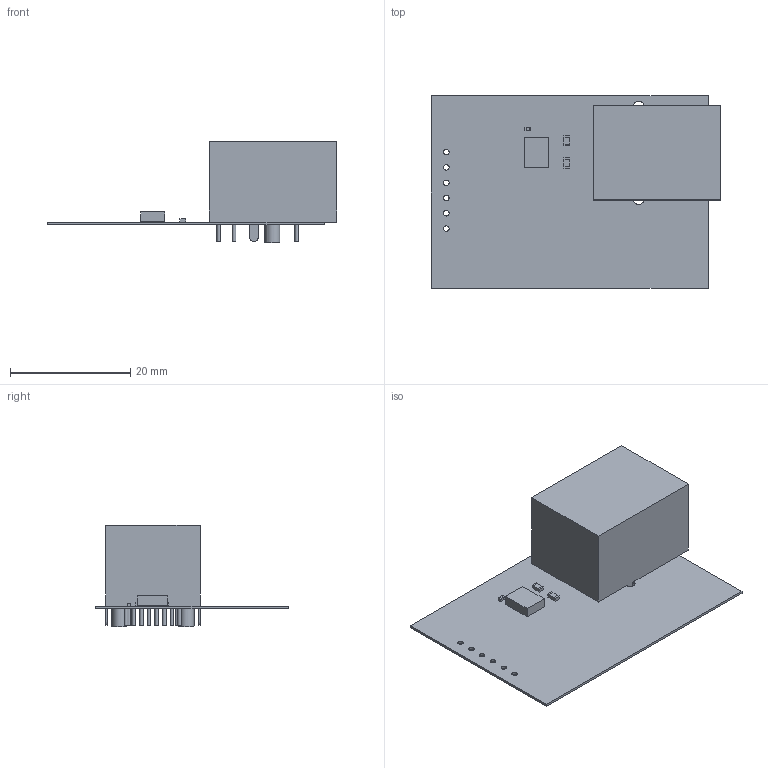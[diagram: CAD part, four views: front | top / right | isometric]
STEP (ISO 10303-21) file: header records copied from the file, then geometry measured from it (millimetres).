
FILE_DESCRIPTION(('Open CASCADE Model'),'2;1');
FILE_NAME('Open CASCADE Shape Model','2020-04-07T19:29:44',('Author'),( 'Open CASCADE'),'Open CASCADE STEP processor 6.8','Open CASCADE 6.8' ,'Unknown');
FILE_SCHEMA(('AUTOMOTIVE_DESIGN { 1 0 10303 214 1 1 1 1 }'));
Length unit declared in the file: millimetre
Products named in the file (19): PCB; Board; Open CASCADE STEP translator 6.8 9.1.1; C1; 6628370176; Extruded; 6628369776; J1; 59??8P8C???_RJ45??_???_??_?21.5mm_RJ45????_v2; R1; 6741792288; 6741792048; R2; U1; 6741792528
Assembly tree (23 placements, depth 4):
  PCB
    Board
      Open CASCADE STEP translator 6.8 9.1.1
    C1
      6628370176  x2
        Extruded
      6628369776
        Extruded
    J1
      59??8P8C???_RJ45??_???_??_?21.5mm_RJ45????_v2
    R1
      6741792288  x2
        Extruded
      6741792048
        Extruded
    R2
      6741792288  x2
        Extruded
      6741792048
        Extruded
    U1
      6741792528
        Extruded
Bounding box: 48.08 x 32 x 16.8 mm (x, y, z)
Volume: 3044.2 mm3; surface area: 5697.6 mm2
Topology: 16 solids, 16 shells, 171 faces, 372 edges, 248 vertices
Faces by surface type: plane 131, cylinder 40
Full cylindrical faces by diameter (mm): 0.6 x12, 0.9 x6, 1.1 x12, 1.7 x2, 2.5 x2, 3.2 x2
Entity records: 4433 total; most frequent: DIRECTION 722, CARTESIAN_POINT 685, ORIENTED_EDGE 624, EDGE_CURVE 312, AXIS2_PLACEMENT_3D 245, LINE 232, VECTOR 232, VERTEX_POINT 208
